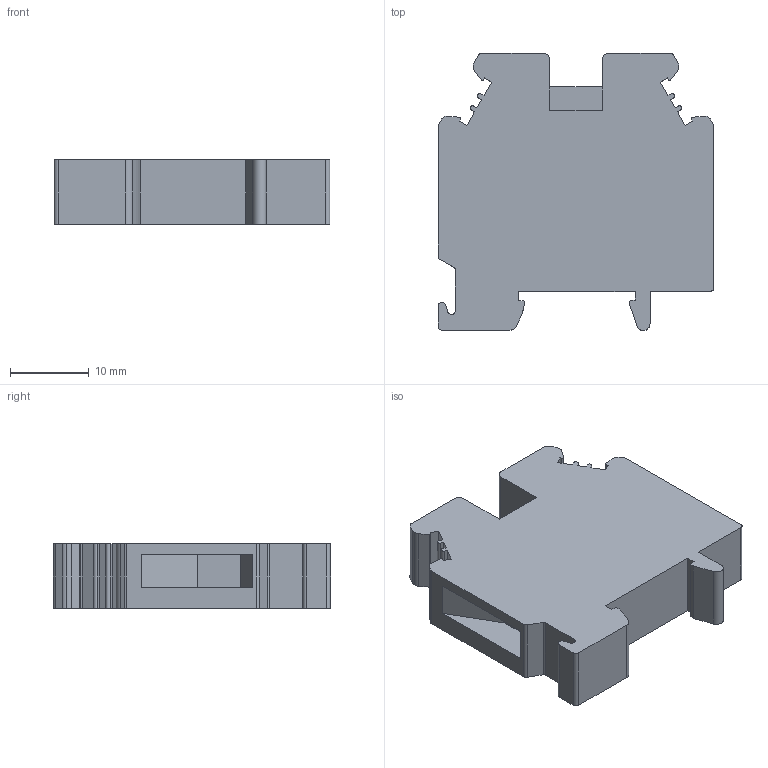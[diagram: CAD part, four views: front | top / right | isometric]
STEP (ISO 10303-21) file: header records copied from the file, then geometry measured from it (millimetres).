
FILE_DESCRIPTION(('OneSpaceDesigner STEP Export'),'2;1');
FILE_NAME('0552024_mbk_6_e_select.stp','2004-08-16T13:17:40',(''),(''),'OneSpace Designer STEP processor (Jan. 2003) for AP203(Solid Model)','OneSpace Designer 12.01C 26-Mar-2004 (C) CoCreate Software GmbH','');
FILE_SCHEMA(('CONFIG_CONTROL_DESIGN'));
Length unit declared in the file: millimetre
Products named in the file (2): 0552024_mbk_6_e_select
Assembly tree (1 placements, depth 2):
  0552024_mbk_6_e_select
    0552024_mbk_6_e_select
Bounding box: 35 x 35.15 x 8.15 mm (x, y, z)
Volume: 7407.3 mm3; surface area: 3730.5 mm2
Topology: 1 solids, 1 shells, 118 faces, 336 edges, 224 vertices
Faces by surface type: plane 77, cylinder 41
Entity records: 3904 total; most frequent: ORIENTED_EDGE 672, CARTESIAN_POINT 648, DIRECTION 594, EDGE_CURVE 336, VECTOR 254, LINE 254, VERTEX_POINT 224, AXIS2_PLACEMENT_3D 170
